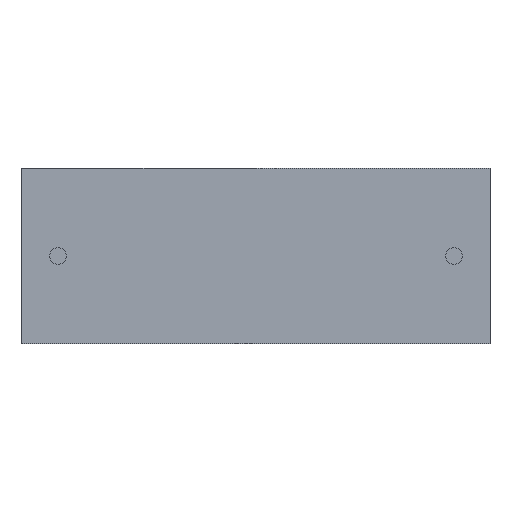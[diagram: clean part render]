
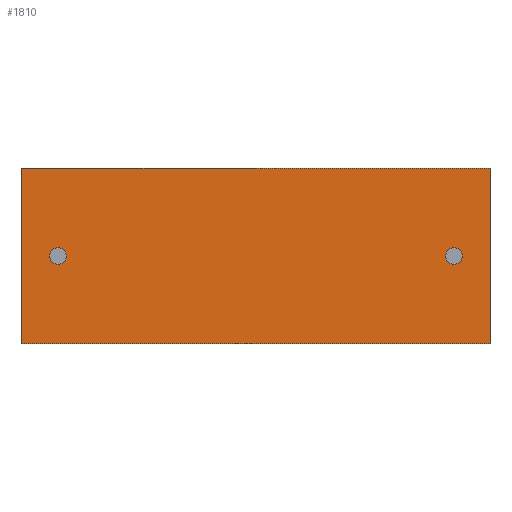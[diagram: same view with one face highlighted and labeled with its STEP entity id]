
A CAD part, front view. The second image highlights one B-rep face of the part: STEP entity #1810.
In plain terms, the highlighted planar face has unit normal (0, -1, 0).
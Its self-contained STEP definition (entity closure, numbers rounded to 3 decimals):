
#138 = ORIENTED_EDGE ( 'NONE', *, *, #1057, .T. ) ;
#162 = DIRECTION ( 'NONE',  ( 0., 1., 0. ) ) ;
#187 = CARTESIAN_POINT ( 'NONE',  ( 22.15, 0., 4.925 ) ) ;
#222 = EDGE_LOOP ( 'NONE', ( #1237, #138 ) ) ;
#238 = CARTESIAN_POINT ( 'NONE',  ( 24., 0., 9. ) ) ;
#244 = DIRECTION ( 'NONE',  ( 0., 1., 0. ) ) ;
#245 = DIRECTION ( 'NONE',  ( 0., 1., 0. ) ) ;
#248 = LINE ( 'NONE', #1722, #1180 ) ;
#273 = DIRECTION ( 'NONE',  ( 0., 0., 1. ) ) ;
#309 = CARTESIAN_POINT ( 'NONE',  ( 1.85, 0., 4.075 ) ) ;
#313 = AXIS2_PLACEMENT_3D ( 'NONE', #1601, #2387, #273 ) ;
#354 = LINE ( 'NONE', #596, #382 ) ;
#357 = CARTESIAN_POINT ( 'NONE',  ( 22.15, 0., 4.075 ) ) ;
#368 = EDGE_CURVE ( 'NONE', #2317, #1053, #1269, .T. ) ;
#382 = VECTOR ( 'NONE', #605, 1000. ) ;
#385 = DIRECTION ( 'NONE',  ( 0., 0., -1. ) ) ;
#453 = DIRECTION ( 'NONE',  ( 0., 0., -1. ) ) ;
#458 = ORIENTED_EDGE ( 'NONE', *, *, #717, .F. ) ;
#475 = DIRECTION ( 'NONE',  ( 1., 0., 0. ) ) ;
#509 = FACE_BOUND ( 'NONE', #537, .T. ) ;
#519 = EDGE_CURVE ( 'NONE', #2213, #2317, #1958, .T. ) ;
#537 = EDGE_LOOP ( 'NONE', ( #458, #1078 ) ) ;
#550 = DIRECTION ( 'NONE',  ( 1., 0., 0. ) ) ;
#596 = CARTESIAN_POINT ( 'NONE',  ( 0., 0., 9. ) ) ;
#605 = DIRECTION ( 'NONE',  ( 0., 0., -1. ) ) ;
#637 = PLANE ( 'NONE',  #1741 ) ;
#717 = EDGE_CURVE ( 'NONE', #1706, #1295, #736, .T. ) ;
#736 = CIRCLE ( 'NONE', #2210, 0.425 ) ;
#813 = VERTEX_POINT ( 'NONE', #357 ) ;
#909 = CARTESIAN_POINT ( 'NONE',  ( 1.85, 0., 4.5 ) ) ;
#1000 = EDGE_LOOP ( 'NONE', ( #1948, #1552, #2384, #1403 ) ) ;
#1053 = VERTEX_POINT ( 'NONE', #2006 ) ;
#1057 = EDGE_CURVE ( 'NONE', #813, #2067, #1636, .T. ) ;
#1065 = AXIS2_PLACEMENT_3D ( 'NONE', #2293, #162, #385 ) ;
#1072 = EDGE_CURVE ( 'NONE', #1295, #1706, #1361, .T. ) ;
#1078 = ORIENTED_EDGE ( 'NONE', *, *, #1072, .F. ) ;
#1125 = VECTOR ( 'NONE', #1592, 1000. ) ;
#1180 = VECTOR ( 'NONE', #550, 1000. ) ;
#1237 = ORIENTED_EDGE ( 'NONE', *, *, #2163, .T. ) ;
#1269 = LINE ( 'NONE', #238, #1125 ) ;
#1295 = VERTEX_POINT ( 'NONE', #309 ) ;
#1353 = CARTESIAN_POINT ( 'NONE',  ( 24., 0., 9. ) ) ;
#1361 = CIRCLE ( 'NONE', #313, 0.425 ) ;
#1392 = VECTOR ( 'NONE', #475, 1000. ) ;
#1400 = CARTESIAN_POINT ( 'NONE',  ( 0., 0., 9. ) ) ;
#1403 = ORIENTED_EDGE ( 'NONE', *, *, #1596, .T. ) ;
#1429 = CARTESIAN_POINT ( 'NONE',  ( 22.15, 0., 4.5 ) ) ;
#1552 = ORIENTED_EDGE ( 'NONE', *, *, #368, .F. ) ;
#1592 = DIRECTION ( 'NONE',  ( 0., 0., -1. ) ) ;
#1596 = EDGE_CURVE ( 'NONE', #2213, #1879, #354, .T. ) ;
#1601 = CARTESIAN_POINT ( 'NONE',  ( 1.85, 0., 4.5 ) ) ;
#1636 = CIRCLE ( 'NONE', #1780, 0.425 ) ;
#1706 = VERTEX_POINT ( 'NONE', #1739 ) ;
#1722 = CARTESIAN_POINT ( 'NONE',  ( 0., 0., 0. ) ) ;
#1724 = DIRECTION ( 'NONE',  ( 0., 0., 1. ) ) ;
#1739 = CARTESIAN_POINT ( 'NONE',  ( 1.85, 0., 4.925 ) ) ;
#1741 = AXIS2_PLACEMENT_3D ( 'NONE', #1400, #245, #2360 ) ;
#1780 = AXIS2_PLACEMENT_3D ( 'NONE', #1429, #244, #453 ) ;
#1810 = ADVANCED_FACE ( 'NONE', ( #1833, #2160, #509 ), #637, .F. ) ;
#1833 = FACE_BOUND ( 'NONE', #222, .T. ) ;
#1879 = VERTEX_POINT ( 'NONE', #2380 ) ;
#1948 = ORIENTED_EDGE ( 'NONE', *, *, #2084, .T. ) ;
#1958 = LINE ( 'NONE', #2040, #1392 ) ;
#2006 = CARTESIAN_POINT ( 'NONE',  ( 24., 0., 0. ) ) ;
#2016 = CIRCLE ( 'NONE', #1065, 0.425 ) ;
#2040 = CARTESIAN_POINT ( 'NONE',  ( 0., 0., 9. ) ) ;
#2067 = VERTEX_POINT ( 'NONE', #187 ) ;
#2084 = EDGE_CURVE ( 'NONE', #1879, #1053, #248, .T. ) ;
#2160 = FACE_OUTER_BOUND ( 'NONE', #1000, .T. ) ;
#2163 = EDGE_CURVE ( 'NONE', #2067, #813, #2016, .T. ) ;
#2210 = AXIS2_PLACEMENT_3D ( 'NONE', #909, #2271, #1724 ) ;
#2213 = VERTEX_POINT ( 'NONE', #2471 ) ;
#2271 = DIRECTION ( 'NONE',  ( 0., -1., 0. ) ) ;
#2293 = CARTESIAN_POINT ( 'NONE',  ( 22.15, 0., 4.5 ) ) ;
#2317 = VERTEX_POINT ( 'NONE', #1353 ) ;
#2360 = DIRECTION ( 'NONE',  ( 0., 0., 1. ) ) ;
#2380 = CARTESIAN_POINT ( 'NONE',  ( 0., 0., 0. ) ) ;
#2384 = ORIENTED_EDGE ( 'NONE', *, *, #519, .F. ) ;
#2387 = DIRECTION ( 'NONE',  ( 0., -1., 0. ) ) ;
#2471 = CARTESIAN_POINT ( 'NONE',  ( 0., 0., 9. ) ) ;
